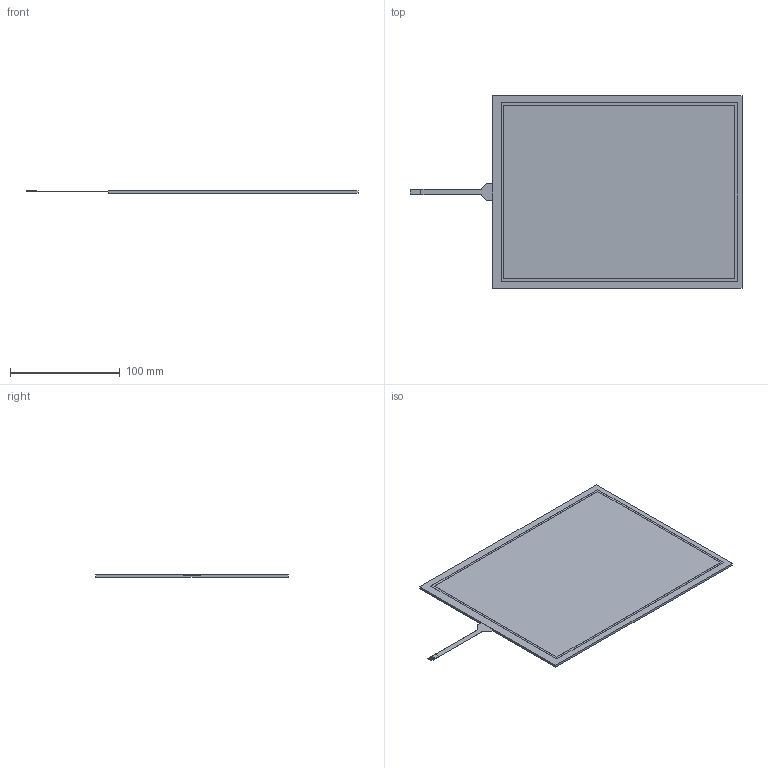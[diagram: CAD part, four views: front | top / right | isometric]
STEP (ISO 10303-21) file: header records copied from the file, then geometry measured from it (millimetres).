
FILE_DESCRIPTION(/* description */ (''),/* implementation_level */ '2;1');
FILE_NAME(/* name */ 'QST-104A075H.stp',/* time_stamp */ '2023-06-07T14:45:44+09:00',/* author */ ('n-hirata'),/* organization */ (''),/* preprocessor_version */ 'ST-DEVELOPER v18.1',/* originating_system */ 'Autodesk Inventor 2020',/* authorisation */ '');
FILE_SCHEMA (('CONFIG_CONTROL_DESIGN'));
Length unit declared in the file: millimetre
Products named in the file (1): QST-104A075H
Bounding box: 302.6 x 175.4 x 2.2 mm (x, y, z)
Volume: 83742.7 mm3; surface area: 82618.1 mm2
Topology: 1 solids, 1 shells, 51 faces, 152 edges, 120 vertices
Faces by surface type: plane 45, cylinder 6
Entity records: 1698 total; most frequent: CARTESIAN_POINT 310, ORIENTED_EDGE 276, DIRECTION 254, EDGE_CURVE 138, LINE 126, VECTOR 126, VERTEX_POINT 92, AXIS2_PLACEMENT_3D 64
